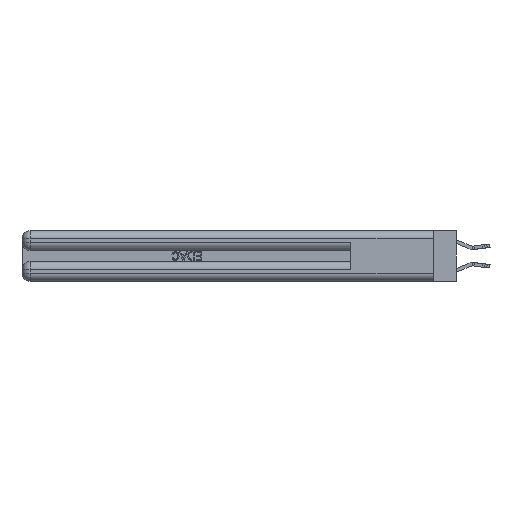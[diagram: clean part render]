
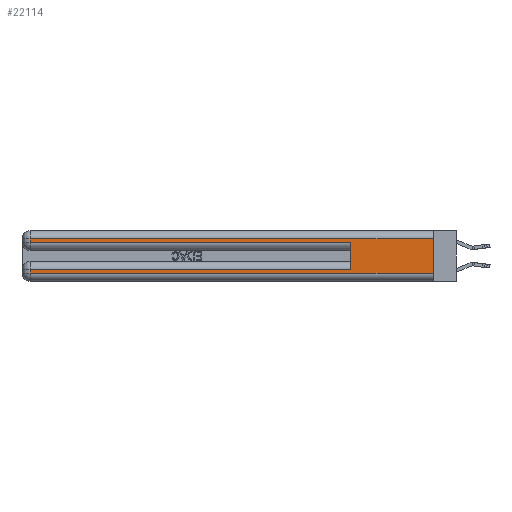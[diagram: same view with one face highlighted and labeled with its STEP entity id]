
A CAD part, left-side view. The second image highlights one B-rep face of the part: STEP entity #22114.
In plain terms, the highlighted planar face has unit normal (-1, 0, 0).
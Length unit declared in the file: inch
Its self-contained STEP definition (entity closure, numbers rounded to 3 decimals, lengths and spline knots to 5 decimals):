
#720 = EDGE_CURVE ( 'NONE', #23089, #4384, #6777, .T. ) ;
#1174 = DIRECTION ( 'NONE',  ( 0., 0., 1. ) ) ;
#1191 = VERTEX_POINT ( 'NONE', #27621 ) ;
#1196 = CARTESIAN_POINT ( 'NONE',  ( 0., 0., 0.31 ) ) ;
#1412 = VECTOR ( 'NONE', #1174, 39.37008 ) ;
#1661 = VERTEX_POINT ( 'NONE', #19188 ) ;
#2125 = EDGE_CURVE ( 'NONE', #22750, #1661, #17178, .T. ) ;
#2277 = ORIENTED_EDGE ( 'NONE', *, *, #24562, .F. ) ;
#2333 = EDGE_CURVE ( 'NONE', #22750, #1191, #7307, .T. ) ;
#2382 = CARTESIAN_POINT ( 'NONE',  ( 0., 0.6, 0.145 ) ) ;
#2530 = DIRECTION ( 'NONE',  ( 0., -1., 0. ) ) ;
#3643 = VERTEX_POINT ( 'NONE', #21052 ) ;
#4384 = VERTEX_POINT ( 'NONE', #29808 ) ;
#4913 = CARTESIAN_POINT ( 'NONE',  ( 0., 0., 0.06 ) ) ;
#6777 = LINE ( 'NONE', #1196, #25772 ) ;
#7192 = VECTOR ( 'NONE', #17519, 39.37008 ) ;
#7307 = LINE ( 'NONE', #2382, #1412 ) ;
#7360 = LINE ( 'NONE', #14861, #23961 ) ;
#7638 = ORIENTED_EDGE ( 'NONE', *, *, #30140, .T. ) ;
#8301 = CARTESIAN_POINT ( 'NONE',  ( 0., 0., 0.285 ) ) ;
#8990 = DIRECTION ( 'NONE',  ( 0., 0., -1. ) ) ;
#9864 = PLANE ( 'NONE',  #15537 ) ;
#10118 = ORIENTED_EDGE ( 'NONE', *, *, #2125, .T. ) ;
#10127 = LINE ( 'NONE', #20338, #31334 ) ;
#11165 = EDGE_LOOP ( 'NONE', ( #2277, #26737, #24011, #7638, #30778, #10118, #17321, #24007 ) ) ;
#11194 = LINE ( 'NONE', #18696, #24520 ) ;
#11473 = VECTOR ( 'NONE', #18840, 39.37008 ) ;
#13735 = EDGE_CURVE ( 'NONE', #26147, #32221, #28165, .T. ) ;
#14861 = CARTESIAN_POINT ( 'NONE',  ( 0., 2.94, 0.37 ) ) ;
#15537 = AXIS2_PLACEMENT_3D ( 'NONE', #25462, #32596, #27686 ) ;
#16720 = EDGE_CURVE ( 'NONE', #1661, #26147, #7360, .T. ) ;
#17109 = CARTESIAN_POINT ( 'NONE',  ( 0., 0., 0.31 ) ) ;
#17178 = LINE ( 'NONE', #25301, #7192 ) ;
#17321 = ORIENTED_EDGE ( 'NONE', *, *, #16720, .T. ) ;
#17519 = DIRECTION ( 'NONE',  ( 0., 1., 0. ) ) ;
#18696 = CARTESIAN_POINT ( 'NONE',  ( 0., 2.94, 0.37 ) ) ;
#18840 = DIRECTION ( 'NONE',  ( 0., -1., 0. ) ) ;
#19188 = CARTESIAN_POINT ( 'NONE',  ( 0., 2.94, 0.085 ) ) ;
#19365 = DIRECTION ( 'NONE',  ( 0., 1., 0. ) ) ;
#20118 = DIRECTION ( 'NONE',  ( 0., 0., -1. ) ) ;
#20338 = CARTESIAN_POINT ( 'NONE',  ( 0., 0., 0.37 ) ) ;
#21052 = CARTESIAN_POINT ( 'NONE',  ( 0., 2.94, 0.285 ) ) ;
#22114 = ADVANCED_FACE ( 'NONE', ( #32924 ), #9864, .F. ) ;
#22750 = VERTEX_POINT ( 'NONE', #33237 ) ;
#23089 = VERTEX_POINT ( 'NONE', #17109 ) ;
#23961 = VECTOR ( 'NONE', #20118, 39.37008 ) ;
#24007 = ORIENTED_EDGE ( 'NONE', *, *, #13735, .T. ) ;
#24011 = ORIENTED_EDGE ( 'NONE', *, *, #32588, .T. ) ;
#24520 = VECTOR ( 'NONE', #8990, 39.37008 ) ;
#24562 = EDGE_CURVE ( 'NONE', #23089, #32221, #10127, .T. ) ;
#25301 = CARTESIAN_POINT ( 'NONE',  ( 0., 0., 0.085 ) ) ;
#25462 = CARTESIAN_POINT ( 'NONE',  ( 0., 0., 0.37 ) ) ;
#25538 = CARTESIAN_POINT ( 'NONE',  ( 0., 2.94, 0.06 ) ) ;
#25573 = DIRECTION ( 'NONE',  ( 0., 0., -1. ) ) ;
#25772 = VECTOR ( 'NONE', #19365, 39.37008 ) ;
#26147 = VERTEX_POINT ( 'NONE', #25538 ) ;
#26737 = ORIENTED_EDGE ( 'NONE', *, *, #720, .T. ) ;
#27621 = CARTESIAN_POINT ( 'NONE',  ( 0., 0.6, 0.285 ) ) ;
#27686 = DIRECTION ( 'NONE',  ( 0., 0., -1. ) ) ;
#27870 = CARTESIAN_POINT ( 'NONE',  ( 0., 0., 0.06 ) ) ;
#28165 = LINE ( 'NONE', #4913, #33012 ) ;
#29808 = CARTESIAN_POINT ( 'NONE',  ( 0., 2.94, 0.31 ) ) ;
#30140 = EDGE_CURVE ( 'NONE', #3643, #1191, #31723, .T. ) ;
#30778 = ORIENTED_EDGE ( 'NONE', *, *, #2333, .F. ) ;
#31334 = VECTOR ( 'NONE', #25573, 39.37008 ) ;
#31723 = LINE ( 'NONE', #8301, #11473 ) ;
#32221 = VERTEX_POINT ( 'NONE', #27870 ) ;
#32588 = EDGE_CURVE ( 'NONE', #4384, #3643, #11194, .T. ) ;
#32596 = DIRECTION ( 'NONE',  ( 1., 0., 0. ) ) ;
#32924 = FACE_OUTER_BOUND ( 'NONE', #11165, .T. ) ;
#33012 = VECTOR ( 'NONE', #2530, 39.37008 ) ;
#33237 = CARTESIAN_POINT ( 'NONE',  ( 0., 0.6, 0.085 ) ) ;
